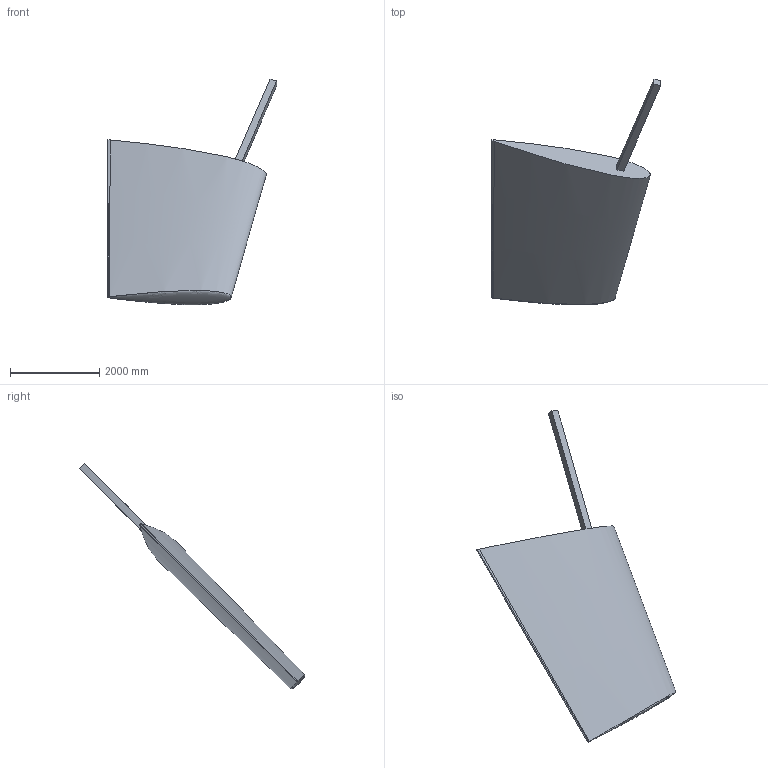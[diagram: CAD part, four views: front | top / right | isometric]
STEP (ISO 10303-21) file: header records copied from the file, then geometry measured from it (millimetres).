
FILE_DESCRIPTION (( 'STEP AP214' ), '1' );
FILE_NAME ('Root1.STEP', '2023-02-08T02:48:44', ( '' ), ( '' ), 'SwSTEP 2.0', 'SolidWorks 2016', '' );
FILE_SCHEMA (( 'AUTOMOTIVE_DESIGN' ));
Length unit declared in the file: millimetre
Products named in the file (1): Root1
Bounding box: 3800.86 x 5056.29 x 5055.37 mm (x, y, z)
Surface area: 33776495.8 mm2 (no closed solid volume)
Topology: 0 solids, 3 shells, 16 faces, 39 edges, 24 vertices
Faces by surface type: bspline 8, plane 7, cylinder 1
Entity records: 13870 total; most frequent: CARTESIAN_POINT 13550, ORIENTED_EDGE 65, EDGE_CURVE 37, DIRECTION 31, VERTEX_POINT 24, B_SPLINE_CURVE_WITH_KNOTS 24, EDGE_LOOP 16, FACE_OUTER_BOUND 16
